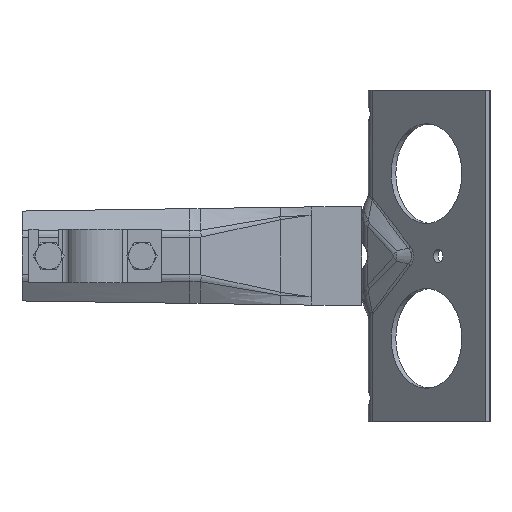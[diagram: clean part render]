
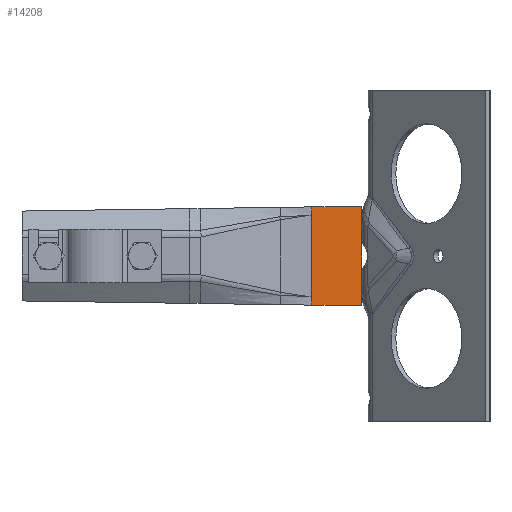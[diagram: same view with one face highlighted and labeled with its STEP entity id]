
A CAD part, left-side view. The second image highlights one B-rep face of the part: STEP entity #14208.
In plain terms, the highlighted face is planar.
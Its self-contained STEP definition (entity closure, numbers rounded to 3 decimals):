
#17 = EDGE_CURVE ( 'NONE', #20514, #4496, #1449, .T. ) ;
#55 = VECTOR ( 'NONE', #1148, 1000. ) ;
#180 = CARTESIAN_POINT ( 'NONE',  ( 0., 2., 14.75 ) ) ;
#1098 = LINE ( 'NONE', #5742, #4290 ) ;
#1148 = DIRECTION ( 'NONE',  ( -1., 0., 0. ) ) ;
#1401 = DIRECTION ( 'NONE',  ( 0., -1., 0. ) ) ;
#1449 = LINE ( 'NONE', #16986, #55 ) ;
#2255 = ORIENTED_EDGE ( 'NONE', *, *, #10015, .T. ) ;
#2385 = ORIENTED_EDGE ( 'NONE', *, *, #17, .T. ) ;
#2523 = CARTESIAN_POINT ( 'NONE',  ( 15., 2., 14.75 ) ) ;
#3338 = EDGE_CURVE ( 'NONE', #7587, #15026, #1098, .T. ) ;
#3718 = LINE ( 'NONE', #5367, #4972 ) ;
#4290 = VECTOR ( 'NONE', #7405, 1000. ) ;
#4393 = FACE_OUTER_BOUND ( 'NONE', #8981, .T. ) ;
#4496 = VERTEX_POINT ( 'NONE', #19496 ) ;
#4614 = DIRECTION ( 'NONE',  ( 0., 0., 1. ) ) ;
#4972 = VECTOR ( 'NONE', #16363, 1000. ) ;
#5367 = CARTESIAN_POINT ( 'NONE',  ( 0., 2., 14.75 ) ) ;
#5445 = VERTEX_POINT ( 'NONE', #9018 ) ;
#5742 = CARTESIAN_POINT ( 'NONE',  ( 15., 2., 14.75 ) ) ;
#5947 = CARTESIAN_POINT ( 'NONE',  ( 0., 2., 0. ) ) ;
#7177 = LINE ( 'NONE', #2523, #8660 ) ;
#7310 = AXIS2_PLACEMENT_3D ( 'NONE', #5947, #1401, #20371 ) ;
#7405 = DIRECTION ( 'NONE',  ( 0., 0., -1. ) ) ;
#7587 = VERTEX_POINT ( 'NONE', #12057 ) ;
#7881 = ORIENTED_EDGE ( 'NONE', *, *, #3338, .T. ) ;
#8660 = VECTOR ( 'NONE', #19834, 1000. ) ;
#8981 = EDGE_LOOP ( 'NONE', ( #7881, #14639, #2255, #2385, #11027, #16085 ) ) ;
#9018 = CARTESIAN_POINT ( 'NONE',  ( 0., 2., 14.75 ) ) ;
#10015 = EDGE_CURVE ( 'NONE', #12581, #20514, #7177, .T. ) ;
#10186 = CARTESIAN_POINT ( 'NONE',  ( 15., 2., 12.25 ) ) ;
#11027 = ORIENTED_EDGE ( 'NONE', *, *, #20287, .T. ) ;
#12017 = CARTESIAN_POINT ( 'NONE',  ( 15., 2., -12.25 ) ) ;
#12057 = CARTESIAN_POINT ( 'NONE',  ( 15., 2., 14.75 ) ) ;
#12141 = CARTESIAN_POINT ( 'NONE',  ( 15., 2., -12.25 ) ) ;
#12398 = EDGE_CURVE ( 'NONE', #12581, #15026, #13982, .T. ) ;
#12581 = VERTEX_POINT ( 'NONE', #12017 ) ;
#12583 = EDGE_CURVE ( 'NONE', #5445, #7587, #3718, .T. ) ;
#13906 = VECTOR ( 'NONE', #15654, 1000. ) ;
#13982 = LINE ( 'NONE', #12141, #13906 ) ;
#14208 = ADVANCED_FACE ( 'NONE', ( #4393 ), #15591, .F. ) ;
#14639 = ORIENTED_EDGE ( 'NONE', *, *, #12398, .F. ) ;
#15026 = VERTEX_POINT ( 'NONE', #10186 ) ;
#15591 = PLANE ( 'NONE',  #7310 ) ;
#15654 = DIRECTION ( 'NONE',  ( 0., 0., 1. ) ) ;
#16085 = ORIENTED_EDGE ( 'NONE', *, *, #12583, .T. ) ;
#16363 = DIRECTION ( 'NONE',  ( 1., 0., 0. ) ) ;
#16986 = CARTESIAN_POINT ( 'NONE',  ( 0., 2., -14.75 ) ) ;
#17932 = VECTOR ( 'NONE', #4614, 1000. ) ;
#18828 = LINE ( 'NONE', #180, #17932 ) ;
#19243 = CARTESIAN_POINT ( 'NONE',  ( 15., 2., -14.75 ) ) ;
#19496 = CARTESIAN_POINT ( 'NONE',  ( 0., 2., -14.75 ) ) ;
#19834 = DIRECTION ( 'NONE',  ( 0., 0., -1. ) ) ;
#20287 = EDGE_CURVE ( 'NONE', #4496, #5445, #18828, .T. ) ;
#20371 = DIRECTION ( 'NONE',  ( 0., 0., -1. ) ) ;
#20514 = VERTEX_POINT ( 'NONE', #19243 ) ;
